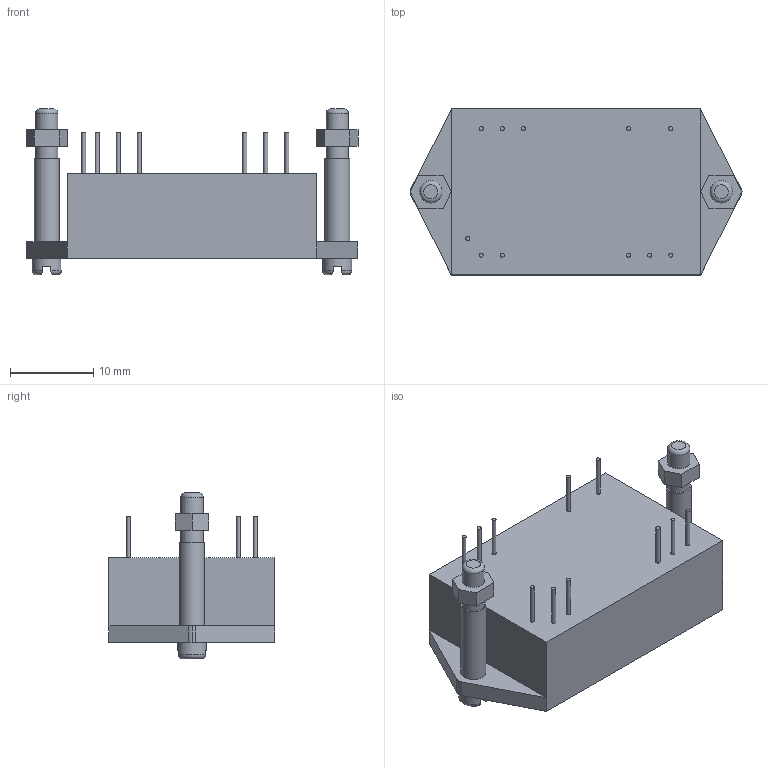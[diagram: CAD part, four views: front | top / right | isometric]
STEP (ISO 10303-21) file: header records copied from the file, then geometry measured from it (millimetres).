
FILE_DESCRIPTION(('STEP AP242'), '1');
FILE_NAME('Ñáîðêà ÂÐÌ24-15 ñî ñòîéêàìè', '', ('UNSPECIFIED'), ('UNSPECIFIED'), 'ASCON STEP Converter 1.6', 'ASCON Math Kernel', '');
FILE_SCHEMA(('AP242_MANAGED_MODEL_BASED_3D_ENGINEERING_MIM_LF { 1 0 10303 442 1 1 4 }'));
Length unit declared in the file: millimetre
Assembly tree (7 placements, depth 2):
  (unnamed)
    (unnamed)
    (unnamed)  x2
    (unnamed)  x2
    (unnamed)  x2
Bounding box: 40 x 20 x 20 mm (x, y, z)
Volume: 6614.9 mm3; surface area: 3415 mm2
Topology: 7 solids, 7 shells, 94 faces, 187 edges, 120 vertices
Faces by surface type: plane 57, cylinder 31, torus 6
Full cylindrical faces by diameter (mm): 0.5 x11, 2.7 x8, 3 x2, 3.5 x2
Entity records: 2705 total; most frequent: CARTESIAN_POINT 452, DIRECTION 312, ORIENTED_EDGE 226, AXIS2_PLACEMENT_3D 127, EDGE_CURVE 113, EDGE_LOOP 106, VERTEX_POINT 85, COLOUR_RGB 72
